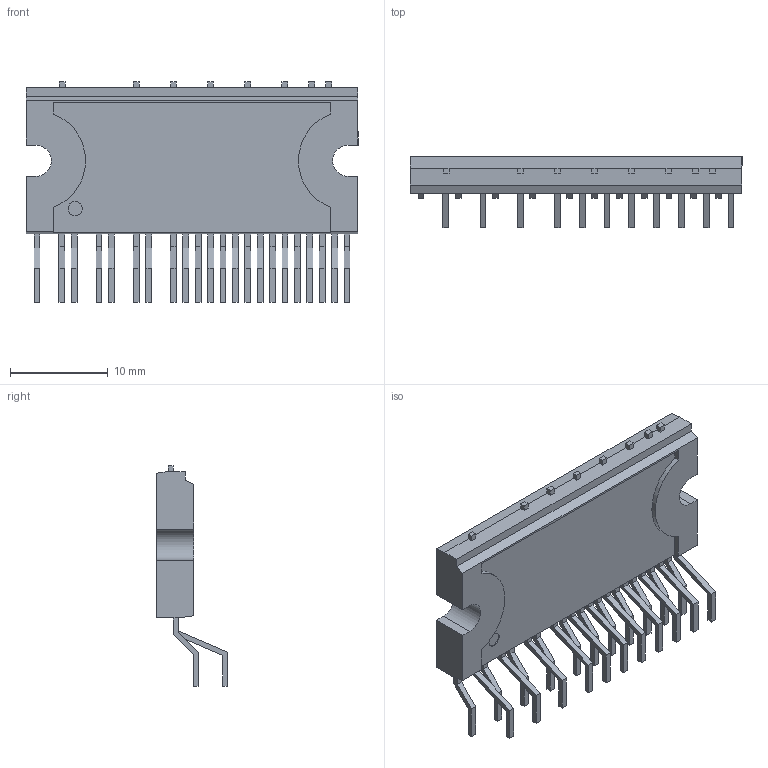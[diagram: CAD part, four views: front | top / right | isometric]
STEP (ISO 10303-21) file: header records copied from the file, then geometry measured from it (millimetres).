
FILE_DESCRIPTION (( 'STEP AP214' ), '1' );
FILE_NAME ('PG-MSIP-22_L34.0-W4.5-H18.5-P1.27-L.step', '2022-07-08T08:28:03', ( '' ), ( '' ), 'SwSTEP 2.0', 'SolidWorks 2020', '' );
FILE_SCHEMA (( 'AUTOMOTIVE_DESIGN' ));
Length unit declared in the file: millimetre
Products named in the file (1): PG-MSIP-22_L34.0-W4.5-H18.5-P1.27-L
Bounding box: 34 x 7.25 x 22.6 mm (x, y, z)
Volume: 1735.8 mm3; surface area: 1837.2 mm2
Topology: 1 solids, 1 shells, 551 faces, 1506 edges, 984 vertices
Faces by surface type: plane 431, bspline 114, cylinder 6
Entity records: 21222 total; most frequent: CARTESIAN_POINT 5404, ORIENTED_EDGE 3012, DIRECTION 2162, EDGE_CURVE 1506, VECTOR 1262, LINE 1262, VERTEX_POINT 984, EDGE_LOOP 578
